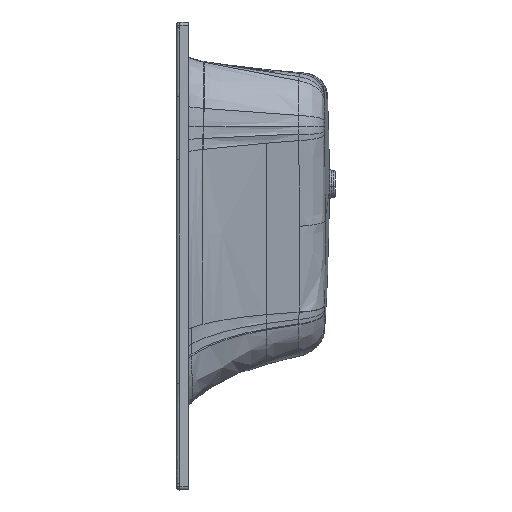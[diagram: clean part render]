
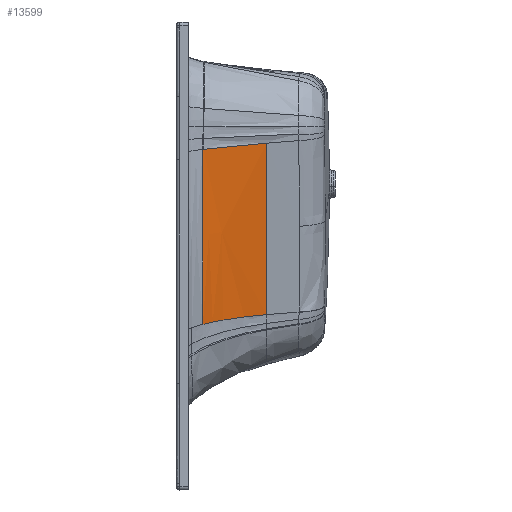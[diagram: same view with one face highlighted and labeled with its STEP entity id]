
A CAD part, left-side view. The second image highlights one B-rep face of the part: STEP entity #13599.
In plain terms, the highlighted free-form (B-spline) face has degree [3, 3] with [7, 5] control points.
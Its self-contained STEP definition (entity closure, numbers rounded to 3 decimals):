
#1669=CARTESIAN_POINT('',(-2311.512,-258.986,
-166.092));
#2019=CARTESIAN_POINT('',(-2519.112,-77.275,
309.083));
#2020=CARTESIAN_POINT('',(-2515.832,-83.171,
309.728));
#2021=CARTESIAN_POINT('',(-2506.123,-100.833,
311.636));
#2022=CARTESIAN_POINT('',(-2473.519,-162.33,
318.043));
#2023=CARTESIAN_POINT('',(-2448.064,-216.235,
323.046));
#2024=CARTESIAN_POINT('',(-2429.51,-259.36,
326.692));
#2026=CARTESIAN_POINT('',(-2429.51,-259.36,
326.692));
#3471=CARTESIAN_POINT('',(-2311.512,-258.986,
-166.092));
#3472=CARTESIAN_POINT('',(-2318.007,-243.924,
-167.369));
#3473=CARTESIAN_POINT('',(-2339.913,-199.718,
-171.673));
#3474=CARTESIAN_POINT('',(-2381.109,-141.31,
-179.772));
#3475=CARTESIAN_POINT('',(-2428.475,-96.118,
-189.074));
#3476=CARTESIAN_POINT('',(-2450.186,-78.928,
-193.344));
#3477=CARTESIAN_POINT('',(-2453.898,-76.082,
-194.074));
#3492=DIRECTION('',(-0.233,-0.001,0.973));
#3493=VECTOR('',#3492,506.715);
#3494=CARTESIAN_POINT('',(-2311.512,-258.986,
-166.092));
#3495=LINE('',#3494,#3493);
#3496=DIRECTION('',(0.484,-0.87,0.095));
#3497=VECTOR('',#3496,2.224);
#3498=CARTESIAN_POINT('',(-2520.19,-75.341,
308.872));
#3499=LINE('',#3498,#3497);
#3500=CARTESIAN_POINT('',(-2519.112,-77.275,
309.083));
#4447=CARTESIAN_POINT('',(-2453.898,-76.082,
-194.074));
#4448=CARTESIAN_POINT('',(-2465.171,-75.961,
-108.573));
#4449=CARTESIAN_POINT('',(-2487.253,-75.696,
59.077));
#4450=CARTESIAN_POINT('',(-2509.358,-75.457,
226.725));
#4451=CARTESIAN_POINT('',(-2520.19,-75.341,
308.872));
#5331=VERTEX_POINT('',#1669);
#5334=VERTEX_POINT('',#2026);
#5361=VERTEX_POINT('',#3500);
#5539=VERTEX_POINT('',#3477);
#5541=CARTESIAN_POINT('',(-2520.19,-75.341,
308.872));
#5542=VERTEX_POINT('',#5541);
#13554=CARTESIAN_POINT('',(-2521.668,-73.854,
313.741));
#13555=CARTESIAN_POINT('',(-2510.788,-73.984,
229.884));
#13556=CARTESIAN_POINT('',(-2488.591,-74.248,
58.815));
#13557=CARTESIAN_POINT('',(-2466.416,-74.541,
-112.258));
#13558=CARTESIAN_POINT('',(-2455.1,-74.675,
-199.47));
#13559=CARTESIAN_POINT('',(-2518.192,-80.155,
314.424));
#13560=CARTESIAN_POINT('',(-2506.576,-80.236,
230.711));
#13561=CARTESIAN_POINT('',(-2482.879,-80.4,
59.937));
#13562=CARTESIAN_POINT('',(-2459.21,-80.603,
-110.841));
#13563=CARTESIAN_POINT('',(-2447.129,-80.686,
-197.903));
#13564=CARTESIAN_POINT('',(-2508.291,-98.314,
316.37));
#13565=CARTESIAN_POINT('',(-2494.716,-98.31,
233.042));
#13566=CARTESIAN_POINT('',(-2467.015,-98.292,
63.054));
#13567=CARTESIAN_POINT('',(-2439.383,-98.354,
-106.945));
#13568=CARTESIAN_POINT('',(-2425.264,-98.349,
-193.606));
#13569=CARTESIAN_POINT('',(-2484.738,-142.99,
320.998));
#13570=CARTESIAN_POINT('',(-2467.482,-143.012,
238.394));
#13571=CARTESIAN_POINT('',(-2432.274,-143.054,
69.882));
#13572=CARTESIAN_POINT('',(-2397.065,-143.086,
-98.632));
#13573=CARTESIAN_POINT('',(-2379.119,-143.109,
-184.54));
#13574=CARTESIAN_POINT('',(-2456.855,-200.047,
326.478));
#13575=CARTESIAN_POINT('',(-2437.575,-199.925,
244.271));
#13576=CARTESIAN_POINT('',(-2398.247,-199.678,
76.568));
#13577=CARTESIAN_POINT('',(-2358.909,-199.427,
-91.131));
#13578=CARTESIAN_POINT('',(-2338.858,-199.3,
-176.626));
#13579=CARTESIAN_POINT('',(-2436.624,-245.568,
330.453));
#13580=CARTESIAN_POINT('',(-2416.967,-245.46,
248.321));
#13581=CARTESIAN_POINT('',(-2376.865,-245.24,
80.77));
#13582=CARTESIAN_POINT('',(-2336.765,-245.02,
-86.78));
#13583=CARTESIAN_POINT('',(-2316.321,-244.908,
-172.198));
#13584=CARTESIAN_POINT('',(-2429.884,-261.249,
331.778));
#13585=CARTESIAN_POINT('',(-2410.215,-261.192,
249.648));
#13586=CARTESIAN_POINT('',(-2370.09,-261.076,
82.102));
#13587=CARTESIAN_POINT('',(-2329.965,-260.96,
-85.444));
#13588=CARTESIAN_POINT('',(-2309.509,-260.901,
-170.86));
#13589=B_SPLINE_SURFACE_WITH_KNOTS('',3,3,((#13554,#13555,#13556,#13557,#13558),
(#13559,#13560,#13561,#13562,#13563),(#13564,#13565,#13566,#13567,#13568),(
#13569,#13570,#13571,#13572,#13573),(#13574,#13575,#13576,#13577,#13578),
(#13579,#13580,#13581,#13582,#13583),(#13584,#13585,#13586,#13587,#13588)),
.UNSPECIFIED.,.F.,.F.,.F.,(4,1,1,1,4),(4,1,4),(0.235,
0.282,0.37,0.552,0.648),(
-0.01,0.49,1.01),.UNSPECIFIED.);
#13590=ORIENTED_EDGE('',*,*,#9678,.F.);
#13592=ORIENTED_EDGE('',*,*,#13591,.F.);
#13594=ORIENTED_EDGE('',*,*,#13593,.F.);
#13595=ORIENTED_EDGE('',*,*,#13543,.F.);
#13596=ORIENTED_EDGE('',*,*,#9451,.T.);
#13597=EDGE_LOOP('',(#13590,#13592,#13594,#13595,#13596));
#13598=FACE_OUTER_BOUND('',#13597,.F.);
#13599=ADVANCED_FACE('',(#13598),#13589,.T.);
#2025=B_SPLINE_CURVE_WITH_KNOTS('',3,(#2019,#2020,#2021,#2022,#2023,#2024),
.UNSPECIFIED.,.F.,.F.,(4,1,1,4),(0.,0.095,0.285,1.),
.UNSPECIFIED.);
#3478=B_SPLINE_CURVE_WITH_KNOTS('',3,(#3471,#3472,#3473,#3474,#3475,#3476,
#3477),.UNSPECIFIED.,.F.,.F.,(4,1,1,1,4),(0.,0.229,
0.687,0.948,1.),.UNSPECIFIED.);
#4452=B_SPLINE_CURVE_WITH_KNOTS('',3,(#4447,#4448,#4449,#4450,#4451),
.UNSPECIFIED.,.F.,.F.,(4,1,4),(0.,0.51,1.),.UNSPECIFIED.);
#9451=EDGE_CURVE('',#5331,#5334,#3495,.T.);
#9678=EDGE_CURVE('',#5361,#5334,#2025,.T.);
#13543=EDGE_CURVE('',#5331,#5539,#3478,.T.);
#13591=EDGE_CURVE('',#5542,#5361,#3499,.T.);
#13593=EDGE_CURVE('',#5539,#5542,#4452,.T.);
